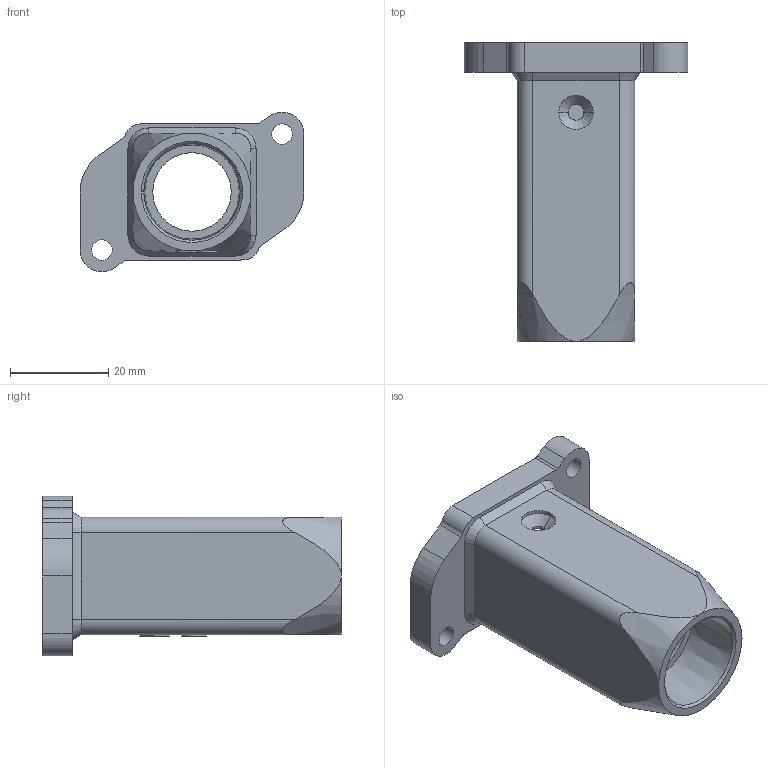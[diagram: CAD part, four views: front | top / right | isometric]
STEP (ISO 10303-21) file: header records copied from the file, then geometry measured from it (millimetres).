
FILE_DESCRIPTION(('CoCreate Modeling STEP Export'),'2;1');
FILE_NAME('CGK V13.stp','2009-02-17T10:59:39',(''),(''),'CoCreate Modeling STEP processor for AP214 (Solid Model)','CoCreate Modeling 16.00A 16-Aug-2008 (C) Parametric Technology GmbH','');
FILE_SCHEMA(('AUTOMOTIVE_DESIGN { 1 0 10303 214 1 1 1 1 }'));
Length unit declared in the file: millimetre
Products named in the file (2): 53813
Assembly tree (1 placements, depth 2):
  53813
    53813
Bounding box: 45.6 x 60.8 x 32.49 mm (x, y, z)
Volume: 11211.8 mm3; surface area: 12369.4 mm2
Topology: 1 solids, 1 shells, 182 faces, 478 edges, 310 vertices
Faces by surface type: plane 89, cylinder 72, cone 15, bspline 4, torus 2
Entity records: 8673 total; most frequent: CARTESIAN_POINT 2828, ORIENTED_EDGE 956, DIRECTION 848, EDGE_CURVE 478, VERTEX_POINT 310, VECTOR 300, LINE 300, AXIS2_PLACEMENT_3D 274
